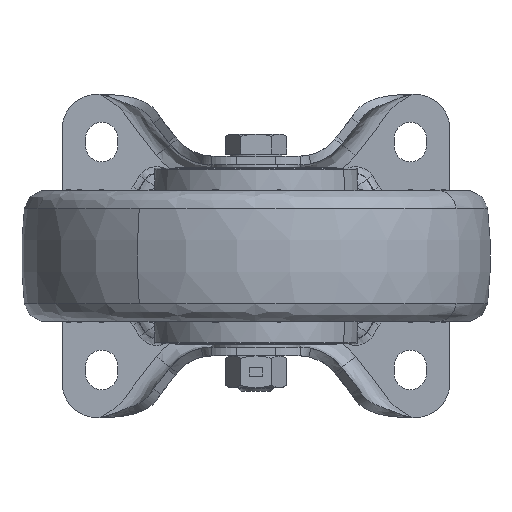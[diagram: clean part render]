
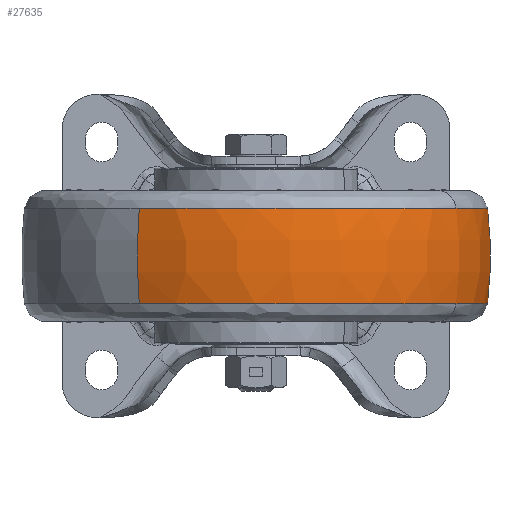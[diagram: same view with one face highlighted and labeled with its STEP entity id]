
A CAD part, front view. The second image highlights one B-rep face of the part: STEP entity #27635.
In plain terms, the highlighted toroidal (fillet/blend) face has major radius 30 mm and minor radius 110 mm.
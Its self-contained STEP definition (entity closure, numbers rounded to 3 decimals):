
#571 = DIRECTION ( 'NONE',  ( 0.504, 0.864, 0. ) ) ;
#2949 = DIRECTION ( 'NONE',  ( -0.504, -0.864, 0. ) ) ;
#3288 = CIRCLE ( 'NONE', #35298, 78.787 ) ;
#4285 = CARTESIAN_POINT ( 'NONE',  ( 0., -110., -16.289 ) ) ;
#5709 = ORIENTED_EDGE ( 'NONE', *, *, #26411, .T. ) ;
#5800 = AXIS2_PLACEMENT_3D ( 'NONE', #12151, #30989, #2949 ) ;
#7136 = DIRECTION ( 'NONE',  ( -0.864, 0.504, 0. ) ) ;
#7295 = DIRECTION ( 'NONE',  ( 0., 0., 1. ) ) ;
#7351 = VERTEX_POINT ( 'NONE', #26954 ) ;
#8089 = DIRECTION ( 'NONE',  ( -0.504, -0.864, 0. ) ) ;
#8318 = CIRCLE ( 'NONE', #31165, 78.787 ) ;
#8419 = EDGE_CURVE ( 'NONE', #12671, #7351, #3288, .T. ) ;
#10596 = DIRECTION ( 'NONE',  ( 0., 0., 1. ) ) ;
#11794 = CARTESIAN_POINT ( 'NONE',  ( 68.04, -149.723, 16.289 ) ) ;
#12151 = CARTESIAN_POINT ( 'NONE',  ( 0., -110., 16.289 ) ) ;
#12671 = VERTEX_POINT ( 'NONE', #39943 ) ;
#13557 = ORIENTED_EDGE ( 'NONE', *, *, #39351, .F. ) ;
#13734 = CIRCLE ( 'NONE', #28133, 110. ) ;
#14612 = CARTESIAN_POINT ( 'NONE',  ( 39.723, -41.96, 16.289 ) ) ;
#15514 = ORIENTED_EDGE ( 'NONE', *, *, #21653, .T. ) ;
#15897 = CARTESIAN_POINT ( 'NONE',  ( 15.126, -84.092, 0. ) ) ;
#16420 = ORIENTED_EDGE ( 'NONE', *, *, #8419, .T. ) ;
#18535 = DIRECTION ( 'NONE',  ( -0.864, 0.504, 0. ) ) ;
#19829 = DIRECTION ( 'NONE',  ( 0.864, -0.504, 0. ) ) ;
#21653 = EDGE_CURVE ( 'NONE', #29904, #33753, #39773, .T. ) ;
#22117 = VERTEX_POINT ( 'NONE', #29285 ) ;
#23053 = FACE_OUTER_BOUND ( 'NONE', #36763, .T. ) ;
#23672 = AXIS2_PLACEMENT_3D ( 'NONE', #28805, #7295, #571 ) ;
#25614 = ORIENTED_EDGE ( 'NONE', *, *, #33183, .T. ) ;
#25857 = AXIS2_PLACEMENT_3D ( 'NONE', #33270, #26960, #8089 ) ;
#26237 = CARTESIAN_POINT ( 'NONE',  ( -15.126, -135.908, 0. ) ) ;
#26411 = EDGE_CURVE ( 'NONE', #22117, #34907, #34115, .T. ) ;
#26954 = CARTESIAN_POINT ( 'NONE',  ( 68.04, -149.723, -16.289 ) ) ;
#26960 = DIRECTION ( 'NONE',  ( 0., 0., -1. ) ) ;
#27635 = ADVANCED_FACE ( 'NONE', ( #23053 ), #32837, .T. ) ;
#28133 = AXIS2_PLACEMENT_3D ( 'NONE', #15897, #37787, #29023 ) ;
#28805 = CARTESIAN_POINT ( 'NONE',  ( 0., -110., 0. ) ) ;
#29023 = DIRECTION ( 'NONE',  ( -0.504, -0.864, 0. ) ) ;
#29285 = CARTESIAN_POINT ( 'NONE',  ( 39.723, -41.96, -16.289 ) ) ;
#29904 = VERTEX_POINT ( 'NONE', #11794 ) ;
#30837 = CARTESIAN_POINT ( 'NONE',  ( 0., -110., -16.289 ) ) ;
#30989 = DIRECTION ( 'NONE',  ( 0., 0., -1. ) ) ;
#31165 = AXIS2_PLACEMENT_3D ( 'NONE', #30837, #33498, #18535 ) ;
#31483 = CARTESIAN_POINT ( 'NONE',  ( -39.723, -178.04, 16.289 ) ) ;
#32364 = DIRECTION ( 'NONE',  ( 0.504, 0.864, 0. ) ) ;
#32837 = TOROIDAL_SURFACE ( 'NONE', #23672, -30., 110. ) ;
#33183 = EDGE_CURVE ( 'NONE', #34907, #29904, #35633, .T. ) ;
#33270 = CARTESIAN_POINT ( 'NONE',  ( 0., -110., 16.289 ) ) ;
#33498 = DIRECTION ( 'NONE',  ( 0., 0., 1. ) ) ;
#33753 = VERTEX_POINT ( 'NONE', #31483 ) ;
#34115 = CIRCLE ( 'NONE', #36062, 110. ) ;
#34907 = VERTEX_POINT ( 'NONE', #14612 ) ;
#35298 = AXIS2_PLACEMENT_3D ( 'NONE', #4285, #10596, #7136 ) ;
#35633 = CIRCLE ( 'NONE', #25857, 78.787 ) ;
#35862 = ORIENTED_EDGE ( 'NONE', *, *, #38570, .T. ) ;
#36062 = AXIS2_PLACEMENT_3D ( 'NONE', #26237, #19829, #32364 ) ;
#36763 = EDGE_LOOP ( 'NONE', ( #13557, #16420, #35862, #5709, #25614, #15514 ) ) ;
#37787 = DIRECTION ( 'NONE',  ( -0.864, 0.504, 0. ) ) ;
#38570 = EDGE_CURVE ( 'NONE', #7351, #22117, #8318, .T. ) ;
#39351 = EDGE_CURVE ( 'NONE', #12671, #33753, #13734, .T. ) ;
#39773 = CIRCLE ( 'NONE', #5800, 78.787 ) ;
#39943 = CARTESIAN_POINT ( 'NONE',  ( -39.723, -178.04, -16.289 ) ) ;
